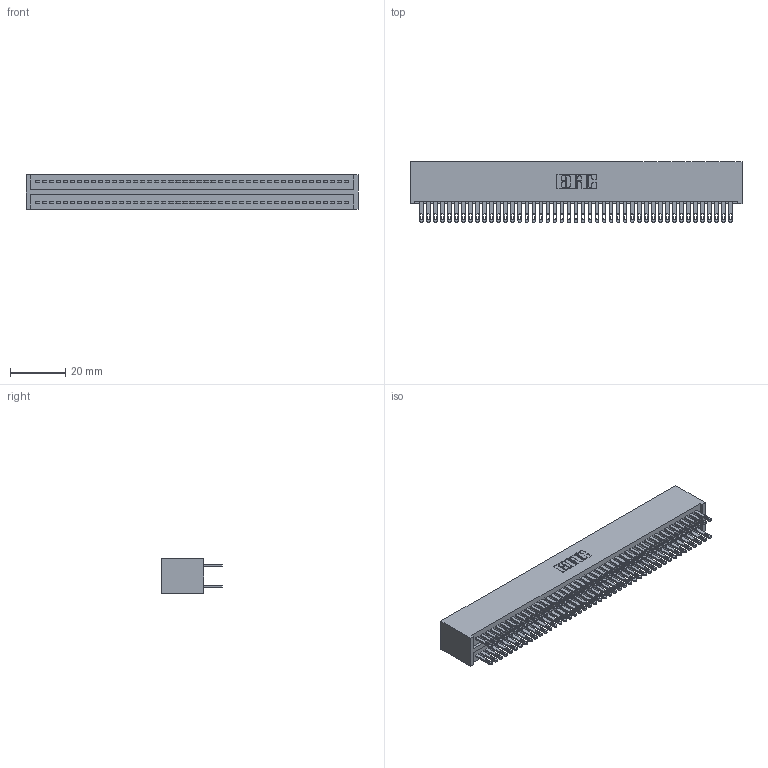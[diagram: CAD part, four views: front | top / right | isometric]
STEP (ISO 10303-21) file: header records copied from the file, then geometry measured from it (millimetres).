
FILE_DESCRIPTION (( 'STEP AP203' ), '1' );
FILE_NAME ('325-090-500-201.STEP', '2020-02-25T05:32:37', ( '' ), ( '' ), 'SwSTEP 2.0', 'SolidWorks 2016', '' );
FILE_SCHEMA (( 'CONFIG_CONTROL_DESIGN' ));
Length unit declared in the file: inch
Products named in the file (3): 325 Part_Lugless; 325-090-500-201; 325-292-001_325-293-100
Assembly tree (91 placements, depth 2):
  325-090-500-201
    325 Part_Lugless
    325-292-001_325-293-100  x90
Bounding box: 119.94 x 21.84 x 12.45 mm (x, y, z)
Volume: 16391.7 mm3; surface area: 21513.2 mm2
Topology: 91 solids, 91 shells, 4426 faces, 13517 edges, 9010 vertices
Faces by surface type: plane 2766, cylinder 1660
Entity records: 28215 total; most frequent: CARTESIAN_POINT 4670, ORIENTED_EDGE 4606, DIRECTION 3979, EDGE_CURVE 2303, VECTOR 2179, LINE 2179, VERTEX_POINT 1534, AXIS2_PLACEMENT_3D 900
